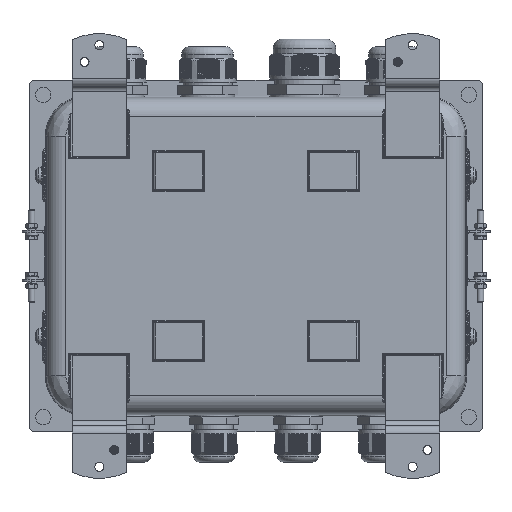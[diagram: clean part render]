
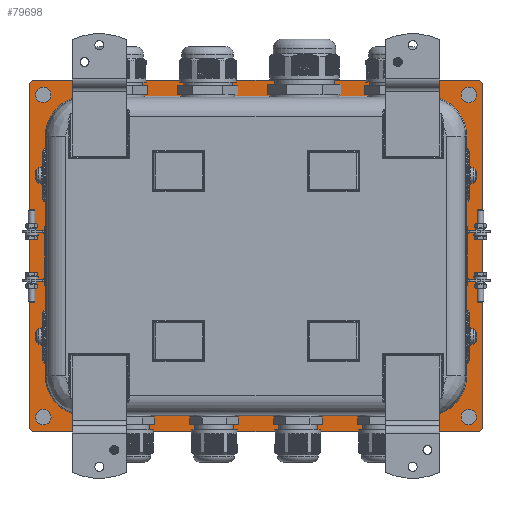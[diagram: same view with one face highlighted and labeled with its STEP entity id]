
A CAD part, front view. The second image highlights one B-rep face of the part: STEP entity #79698.
In plain terms, the highlighted planar face has unit normal (0, -1, 0).
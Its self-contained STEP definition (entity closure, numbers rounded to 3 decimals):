
#6836=LINE('',#115462,#13085);
#6837=LINE('',#115466,#13086);
#6838=LINE('',#115470,#13087);
#6839=LINE('',#115474,#13088);
#6840=LINE('',#115480,#13089);
#6841=LINE('',#115484,#13090);
#6842=LINE('',#115488,#13091);
#6843=LINE('',#115491,#13092);
#13085=VECTOR('',#91849,10.);
#13086=VECTOR('',#91852,10.);
#13087=VECTOR('',#91855,10.);
#13088=VECTOR('',#91858,10.);
#13089=VECTOR('',#91863,10.);
#13090=VECTOR('',#91866,10.);
#13091=VECTOR('',#91869,10.);
#13092=VECTOR('',#91872,10.);
#18148=FACE_BOUND('',#23262,.T.);
#18149=FACE_BOUND('',#23263,.T.);
#18150=FACE_BOUND('',#23264,.T.);
#18151=FACE_BOUND('',#23265,.T.);
#18152=FACE_BOUND('',#23266,.T.);
#18993=FACE_OUTER_BOUND('',#23261,.T.);
#23261=EDGE_LOOP('',(#52603,#52604,#52605,#52606,#52607,#52608,#52609,#52610));
#23262=EDGE_LOOP('',(#52611,#52612,#52613,#52614,#52615,#52616,#52617,#52618));
#23263=EDGE_LOOP('',(#52619));
#23264=EDGE_LOOP('',(#52620));
#23265=EDGE_LOOP('',(#52621));
#23266=EDGE_LOOP('',(#52622));
#27054=CIRCLE('',#83890,5.);
#27055=CIRCLE('',#83891,5.);
#27056=CIRCLE('',#83892,5.);
#27057=CIRCLE('',#83893,5.);
#27058=CIRCLE('',#83894,30.938);
#27059=CIRCLE('',#83895,30.938);
#27060=CIRCLE('',#83896,30.938);
#27061=CIRCLE('',#83897,30.938);
#27062=CIRCLE('',#83898,6.);
#27063=CIRCLE('',#83899,6.);
#27064=CIRCLE('',#83900,6.);
#27065=CIRCLE('',#83901,6.);
#30254=VERTEX_POINT('',#115460);
#30255=VERTEX_POINT('',#115461);
#30256=VERTEX_POINT('',#115463);
#30257=VERTEX_POINT('',#115465);
#30258=VERTEX_POINT('',#115467);
#30259=VERTEX_POINT('',#115469);
#30260=VERTEX_POINT('',#115471);
#30261=VERTEX_POINT('',#115473);
#30262=VERTEX_POINT('',#115476);
#30263=VERTEX_POINT('',#115477);
#30264=VERTEX_POINT('',#115479);
#30265=VERTEX_POINT('',#115481);
#30266=VERTEX_POINT('',#115483);
#30267=VERTEX_POINT('',#115485);
#30268=VERTEX_POINT('',#115487);
#30269=VERTEX_POINT('',#115489);
#30270=VERTEX_POINT('',#115492);
#30271=VERTEX_POINT('',#115494);
#30272=VERTEX_POINT('',#115496);
#30273=VERTEX_POINT('',#115498);
#38772=EDGE_CURVE('',#30254,#30255,#6836,.T.);
#38773=EDGE_CURVE('',#30255,#30256,#27054,.T.);
#38774=EDGE_CURVE('',#30256,#30257,#6837,.T.);
#38775=EDGE_CURVE('',#30257,#30258,#27055,.T.);
#38776=EDGE_CURVE('',#30258,#30259,#6838,.T.);
#38777=EDGE_CURVE('',#30259,#30260,#27056,.T.);
#38778=EDGE_CURVE('',#30260,#30261,#6839,.T.);
#38779=EDGE_CURVE('',#30261,#30254,#27057,.T.);
#38780=EDGE_CURVE('',#30262,#30263,#27058,.T.);
#38781=EDGE_CURVE('',#30264,#30262,#6840,.T.);
#38782=EDGE_CURVE('',#30265,#30264,#27059,.T.);
#38783=EDGE_CURVE('',#30266,#30265,#6841,.T.);
#38784=EDGE_CURVE('',#30267,#30266,#27060,.T.);
#38785=EDGE_CURVE('',#30268,#30267,#6842,.T.);
#38786=EDGE_CURVE('',#30269,#30268,#27061,.T.);
#38787=EDGE_CURVE('',#30263,#30269,#6843,.T.);
#38788=EDGE_CURVE('',#30270,#30270,#27062,.T.);
#38789=EDGE_CURVE('',#30271,#30271,#27063,.T.);
#38790=EDGE_CURVE('',#30272,#30272,#27064,.T.);
#38791=EDGE_CURVE('',#30273,#30273,#27065,.T.);
#52603=ORIENTED_EDGE('',*,*,#38772,.T.);
#52604=ORIENTED_EDGE('',*,*,#38773,.T.);
#52605=ORIENTED_EDGE('',*,*,#38774,.T.);
#52606=ORIENTED_EDGE('',*,*,#38775,.T.);
#52607=ORIENTED_EDGE('',*,*,#38776,.T.);
#52608=ORIENTED_EDGE('',*,*,#38777,.T.);
#52609=ORIENTED_EDGE('',*,*,#38778,.T.);
#52610=ORIENTED_EDGE('',*,*,#38779,.T.);
#52611=ORIENTED_EDGE('',*,*,#38780,.F.);
#52612=ORIENTED_EDGE('',*,*,#38781,.F.);
#52613=ORIENTED_EDGE('',*,*,#38782,.F.);
#52614=ORIENTED_EDGE('',*,*,#38783,.F.);
#52615=ORIENTED_EDGE('',*,*,#38784,.F.);
#52616=ORIENTED_EDGE('',*,*,#38785,.F.);
#52617=ORIENTED_EDGE('',*,*,#38786,.F.);
#52618=ORIENTED_EDGE('',*,*,#38787,.F.);
#52619=ORIENTED_EDGE('',*,*,#38788,.F.);
#52620=ORIENTED_EDGE('',*,*,#38789,.F.);
#52621=ORIENTED_EDGE('',*,*,#38790,.F.);
#52622=ORIENTED_EDGE('',*,*,#38791,.F.);
#72923=PLANE('',#83889);
#79698=ADVANCED_FACE('',(#18993,#18148,#18149,#18150,#18151,#18152),#72923,
 .F.);
#83889=AXIS2_PLACEMENT_3D('',#115459,#91847,#91848);
#83890=AXIS2_PLACEMENT_3D('',#115464,#91850,#91851);
#83891=AXIS2_PLACEMENT_3D('',#115468,#91853,#91854);
#83892=AXIS2_PLACEMENT_3D('',#115472,#91856,#91857);
#83893=AXIS2_PLACEMENT_3D('',#115475,#91859,#91860);
#83894=AXIS2_PLACEMENT_3D('',#115478,#91861,#91862);
#83895=AXIS2_PLACEMENT_3D('',#115482,#91864,#91865);
#83896=AXIS2_PLACEMENT_3D('',#115486,#91867,#91868);
#83897=AXIS2_PLACEMENT_3D('',#115490,#91870,#91871);
#83898=AXIS2_PLACEMENT_3D('',#115493,#91873,#91874);
#83899=AXIS2_PLACEMENT_3D('',#115495,#91875,#91876);
#83900=AXIS2_PLACEMENT_3D('',#115497,#91877,#91878);
#83901=AXIS2_PLACEMENT_3D('',#115499,#91879,#91880);
#91847=DIRECTION('center_axis',(0.,1.,0.));
#91848=DIRECTION('ref_axis',(-1.,0.,0.));
#91849=DIRECTION('',(-1.,0.,0.));
#91850=DIRECTION('center_axis',(0.,-1.,0.));
#91851=DIRECTION('ref_axis',(1.,0.,0.));
#91852=DIRECTION('',(0.,0.,-1.));
#91853=DIRECTION('center_axis',(0.,-1.,0.));
#91854=DIRECTION('ref_axis',(0.,0.,
1.));
#91855=DIRECTION('',(1.,0.,0.));
#91856=DIRECTION('center_axis',(0.,-1.,0.));
#91857=DIRECTION('ref_axis',(-1.,0.,0.));
#91858=DIRECTION('',(0.,0.,1.));
#91859=DIRECTION('center_axis',(0.,-1.,0.));
#91860=DIRECTION('ref_axis',(0.,0.,
-1.));
#91861=DIRECTION('center_axis',(0.,-1.,0.));
#91862=DIRECTION('ref_axis',(0.,0.,1.));
#91863=DIRECTION('',(-1.,0.,0.));
#91864=DIRECTION('center_axis',(0.,-1.,0.));
#91865=DIRECTION('ref_axis',(0.,0.,1.));
#91866=DIRECTION('',(0.,0.,1.));
#91867=DIRECTION('center_axis',(0.,-1.,0.));
#91868=DIRECTION('ref_axis',(0.,0.,1.));
#91869=DIRECTION('',(1.,0.,0.));
#91870=DIRECTION('center_axis',(0.,-1.,0.));
#91871=DIRECTION('ref_axis',(0.,0.,1.));
#91872=DIRECTION('',(0.,0.,-1.));
#91873=DIRECTION('center_axis',(0.,-1.,0.));
#91874=DIRECTION('ref_axis',(0.549,0.,-0.836));
#91875=DIRECTION('center_axis',(0.,-1.,0.));
#91876=DIRECTION('ref_axis',(0.997,0.,0.08));
#91877=DIRECTION('center_axis',(0.,-1.,0.));
#91878=DIRECTION('ref_axis',(0.865,0.,0.501));
#91879=DIRECTION('center_axis',(0.,-1.,0.));
#91880=DIRECTION('ref_axis',(0.839,0.,0.544));
#115459=CARTESIAN_POINT('Origin',(0.,87.5,
0.));
#115460=CARTESIAN_POINT('',(171.,87.5,136.5));
#115461=CARTESIAN_POINT('',(-171.,87.5,136.5));
#115462=CARTESIAN_POINT('',(171.,87.5,136.5));
#115463=CARTESIAN_POINT('',(-176.,87.5,131.5));
#115464=CARTESIAN_POINT('Origin',(-171.,87.5,131.5));
#115465=CARTESIAN_POINT('',(-176.,87.5,-131.5));
#115466=CARTESIAN_POINT('',(-176.,87.5,131.5));
#115467=CARTESIAN_POINT('',(-171.,87.5,-136.5));
#115468=CARTESIAN_POINT('Origin',(-171.,87.5,-131.5));
#115469=CARTESIAN_POINT('',(171.,87.5,-136.5));
#115470=CARTESIAN_POINT('',(-171.,87.5,-136.5));
#115471=CARTESIAN_POINT('',(176.,87.5,-131.5));
#115472=CARTESIAN_POINT('Origin',(171.,87.5,-131.5));
#115473=CARTESIAN_POINT('',(176.,87.5,131.5));
#115474=CARTESIAN_POINT('',(176.,87.5,-131.5));
#115475=CARTESIAN_POINT('Origin',(171.,87.5,131.5));
#115476=CARTESIAN_POINT('',(-132.5,87.5,123.938));
#115477=CARTESIAN_POINT('',(-163.438,87.5,93.));
#115478=CARTESIAN_POINT('Origin',(-132.5,87.5,93.));
#115479=CARTESIAN_POINT('',(132.5,87.5,123.938));
#115480=CARTESIAN_POINT('',(-66.25,87.5,123.938));
#115481=CARTESIAN_POINT('',(163.438,87.5,93.));
#115482=CARTESIAN_POINT('Origin',(132.5,87.5,93.));
#115483=CARTESIAN_POINT('',(163.438,87.5,-93.));
#115484=CARTESIAN_POINT('',(163.438,87.5,46.5));
#115485=CARTESIAN_POINT('',(132.5,87.5,-123.938));
#115486=CARTESIAN_POINT('Origin',(132.5,87.5,-93.));
#115487=CARTESIAN_POINT('',(-132.5,87.5,-123.938));
#115488=CARTESIAN_POINT('',(66.25,87.5,-123.938));
#115489=CARTESIAN_POINT('',(-163.438,87.5,-93.));
#115490=CARTESIAN_POINT('Origin',(-132.5,87.5,-93.));
#115491=CARTESIAN_POINT('',(-163.438,87.5,-46.5));
#115492=CARTESIAN_POINT('',(-168.294,87.5,130.015));
#115493=CARTESIAN_POINT('Origin',(-165.,87.5,125.));
#115494=CARTESIAN_POINT('',(159.019,87.5,124.522));
#115495=CARTESIAN_POINT('Origin',(165.,87.5,125.));
#115496=CARTESIAN_POINT('',(-170.192,87.5,-128.007));
#115497=CARTESIAN_POINT('Origin',(-165.,87.5,-125.));
#115498=CARTESIAN_POINT('',(159.966,87.5,-128.265));
#115499=CARTESIAN_POINT('Origin',(165.,87.5,-125.));
